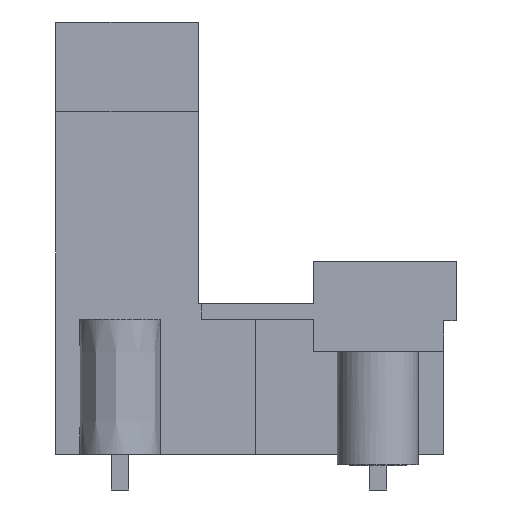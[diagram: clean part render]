
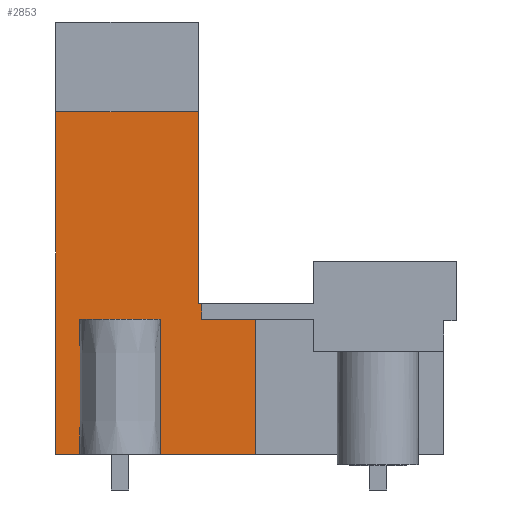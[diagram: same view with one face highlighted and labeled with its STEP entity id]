
A CAD part, left-side view. The second image highlights one B-rep face of the part: STEP entity #2853.
In plain terms, the highlighted planar face has unit normal (-1, 0, 0).
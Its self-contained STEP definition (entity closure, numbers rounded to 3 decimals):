
#2801=AXIS2_PLACEMENT_3D('Plane Axis2P3D',#2798,#2799,#2800) ;
#1070=CARTESIAN_POINT('Vertex',(3.84,11.84,2.1)) ;
#1073=CARTESIAN_POINT('Line Origine',(3.84,14.846,2.1)) ;
#1077=CARTESIAN_POINT('Vertex',(3.84,17.853,2.1)) ;
#1121=CARTESIAN_POINT('Vertex',(3.84,21.887,2.1)) ;
#1124=CARTESIAN_POINT('Line Origine',(3.84,22.779,2.1)) ;
#1128=CARTESIAN_POINT('Vertex',(3.84,23.67,2.1)) ;
#1949=CARTESIAN_POINT('Line Origine',(3.84,15.04,10.55)) ;
#1953=CARTESIAN_POINT('Vertex',(3.84,15.04,11.)) ;
#1955=CARTESIAN_POINT('Vertex',(3.84,15.04,10.1)) ;
#1987=CARTESIAN_POINT('Line Origine',(3.84,13.44,10.1)) ;
#1991=CARTESIAN_POINT('Vertex',(3.84,11.84,10.1)) ;
#2137=CARTESIAN_POINT('Vertex',(3.84,15.24,11.)) ;
#2140=CARTESIAN_POINT('Line Origine',(3.84,15.14,11.)) ;
#2572=CARTESIAN_POINT('Line Origine',(3.84,23.67,12.23)) ;
#2576=CARTESIAN_POINT('Vertex',(3.84,23.67,22.36)) ;
#2798=CARTESIAN_POINT('Axis2P3D Location',(3.84,23.67,1.5)) ;
#2803=CARTESIAN_POINT('Line Origine',(3.84,19.455,22.36)) ;
#2807=CARTESIAN_POINT('Vertex',(3.84,15.24,22.36)) ;
#2810=CARTESIAN_POINT('Line Origine',(3.84,21.887,6.1)) ;
#2814=CARTESIAN_POINT('Vertex',(3.84,21.887,10.1)) ;
#2817=CARTESIAN_POINT('Line Origine',(3.84,19.87,10.1)) ;
#2821=CARTESIAN_POINT('Vertex',(3.84,17.853,10.1)) ;
#2824=CARTESIAN_POINT('Line Origine',(3.84,17.853,6.1)) ;
#2829=CARTESIAN_POINT('Line Origine',(3.84,11.84,6.1)) ;
#2834=CARTESIAN_POINT('Line Origine',(3.84,15.24,16.68)) ;
#1074=DIRECTION('Vector Direction',(0.,-1.,0.)) ;
#1125=DIRECTION('Vector Direction',(0.,-1.,0.)) ;
#1950=DIRECTION('Vector Direction',(0.,0.,-1.)) ;
#1988=DIRECTION('Vector Direction',(0.,1.,0.)) ;
#2141=DIRECTION('Vector Direction',(0.,1.,0.)) ;
#2573=DIRECTION('Vector Direction',(0.,0.,1.)) ;
#2799=DIRECTION('Axis2P3D Direction',(-1.,0.,0.)) ;
#2800=DIRECTION('Axis2P3D XDirection',(0.,-1.,0.)) ;
#2804=DIRECTION('Vector Direction',(0.,-1.,0.)) ;
#2811=DIRECTION('Vector Direction',(0.,0.,1.)) ;
#2818=DIRECTION('Vector Direction',(0.,1.,0.)) ;
#2825=DIRECTION('Vector Direction',(0.,0.,1.)) ;
#2830=DIRECTION('Vector Direction',(0.,0.,1.)) ;
#2835=DIRECTION('Vector Direction',(0.,0.,-1.)) ;
#1075=VECTOR('Line Direction',#1074,1.) ;
#1126=VECTOR('Line Direction',#1125,1.) ;
#1951=VECTOR('Line Direction',#1950,1.) ;
#1989=VECTOR('Line Direction',#1988,1.) ;
#2142=VECTOR('Line Direction',#2141,1.) ;
#2574=VECTOR('Line Direction',#2573,1.) ;
#2805=VECTOR('Line Direction',#2804,1.) ;
#2812=VECTOR('Line Direction',#2811,1.) ;
#2819=VECTOR('Line Direction',#2818,1.) ;
#2826=VECTOR('Line Direction',#2825,1.) ;
#2831=VECTOR('Line Direction',#2830,1.) ;
#2836=VECTOR('Line Direction',#2835,1.) ;
#2840=ORIENTED_EDGE('',*,*,#2809,.T.) ;
#2841=ORIENTED_EDGE('',*,*,#2578,.T.) ;
#2842=ORIENTED_EDGE('',*,*,#1130,.T.) ;
#2843=ORIENTED_EDGE('',*,*,#2816,.T.) ;
#2844=ORIENTED_EDGE('',*,*,#2823,.F.) ;
#2845=ORIENTED_EDGE('',*,*,#2828,.F.) ;
#2846=ORIENTED_EDGE('',*,*,#1079,.T.) ;
#2847=ORIENTED_EDGE('',*,*,#2833,.T.) ;
#2848=ORIENTED_EDGE('',*,*,#1993,.T.) ;
#2849=ORIENTED_EDGE('',*,*,#1957,.F.) ;
#2850=ORIENTED_EDGE('',*,*,#2144,.F.) ;
#2851=ORIENTED_EDGE('',*,*,#2838,.F.) ;
#2853=ADVANCED_FACE('HOUSING',(#2852),#2802,.T.) ;
#1079=EDGE_CURVE('',#1078,#1071,#1076,.T.) ;
#1130=EDGE_CURVE('',#1129,#1122,#1127,.T.) ;
#1957=EDGE_CURVE('',#1954,#1956,#1952,.T.) ;
#1993=EDGE_CURVE('',#1992,#1956,#1990,.T.) ;
#2144=EDGE_CURVE('',#2138,#1954,#2143,.F.) ;
#2578=EDGE_CURVE('',#2577,#1129,#2575,.F.) ;
#2809=EDGE_CURVE('',#2808,#2577,#2806,.F.) ;
#2816=EDGE_CURVE('',#1122,#2815,#2813,.T.) ;
#2823=EDGE_CURVE('',#2822,#2815,#2820,.T.) ;
#2828=EDGE_CURVE('',#1078,#2822,#2827,.T.) ;
#2833=EDGE_CURVE('',#1071,#1992,#2832,.T.) ;
#2838=EDGE_CURVE('',#2808,#2138,#2837,.T.) ;
#2839=EDGE_LOOP('',(#2840,#2841,#2842,#2843,#2844,#2845,#2846,#2847,#2848,#2849,#2850,#2851)) ;
#2852=FACE_OUTER_BOUND('',#2839,.T.) ;
#1076=LINE('Line',#1073,#1075) ;
#1127=LINE('Line',#1124,#1126) ;
#1952=LINE('Line',#1949,#1951) ;
#1990=LINE('Line',#1987,#1989) ;
#2143=LINE('Line',#2140,#2142) ;
#2575=LINE('Line',#2572,#2574) ;
#2806=LINE('Line',#2803,#2805) ;
#2813=LINE('Line',#2810,#2812) ;
#2820=LINE('Line',#2817,#2819) ;
#2827=LINE('Line',#2824,#2826) ;
#2832=LINE('Line',#2829,#2831) ;
#2837=LINE('Line',#2834,#2836) ;
#2802=PLANE('',#2801) ;
#1071=VERTEX_POINT('',#1070) ;
#1078=VERTEX_POINT('',#1077) ;
#1122=VERTEX_POINT('',#1121) ;
#1129=VERTEX_POINT('',#1128) ;
#1954=VERTEX_POINT('',#1953) ;
#1956=VERTEX_POINT('',#1955) ;
#1992=VERTEX_POINT('',#1991) ;
#2138=VERTEX_POINT('',#2137) ;
#2577=VERTEX_POINT('',#2576) ;
#2808=VERTEX_POINT('',#2807) ;
#2815=VERTEX_POINT('',#2814) ;
#2822=VERTEX_POINT('',#2821) ;
